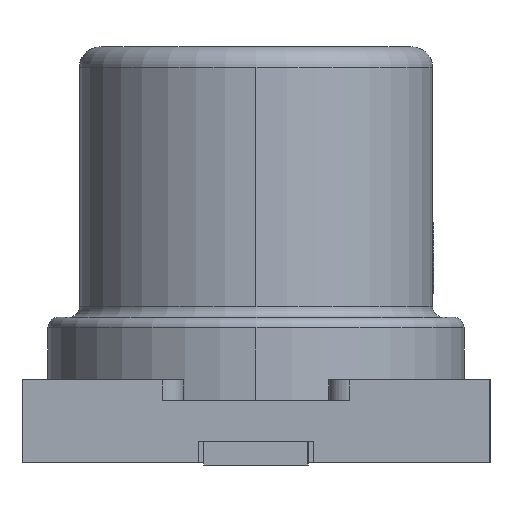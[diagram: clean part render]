
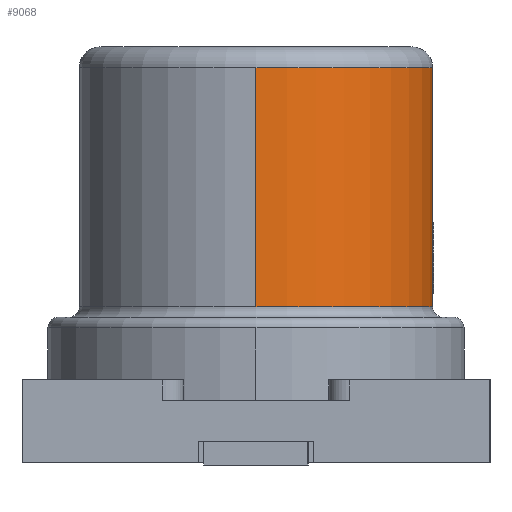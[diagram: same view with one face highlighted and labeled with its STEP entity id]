
A CAD part, left-side view. The second image highlights one B-rep face of the part: STEP entity #9068.
In plain terms, the highlighted cylindrical face has radius 1.7 mm (diameter 3.4 mm), a partial arc.
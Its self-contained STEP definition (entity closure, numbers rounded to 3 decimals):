
#434 = VERTEX_POINT ( 'NONE', #4322 ) ;
#502 = ORIENTED_EDGE ( 'NONE', *, *, #14273, .T. ) ;
#534 = EDGE_CURVE ( 'NONE', #434, #2393, #8870, .T. ) ;
#2393 = VERTEX_POINT ( 'NONE', #11671 ) ;
#2395 = DIRECTION ( 'NONE',  ( -1., 0., 0. ) ) ;
#2831 = CARTESIAN_POINT ( 'NONE',  ( -4.65, 0., 17.902 ) ) ;
#3035 = FACE_OUTER_BOUND ( 'NONE', #11058, .T. ) ;
#3099 = VERTEX_POINT ( 'NONE', #7453 ) ;
#3390 = CARTESIAN_POINT ( 'NONE',  ( -2.95, 0., 3.8 ) ) ;
#3782 = CIRCLE ( 'NONE', #12563, 1.7 ) ;
#3881 = CARTESIAN_POINT ( 'NONE',  ( -2.95, -1.7, 3.8 ) ) ;
#3899 = DIRECTION ( 'NONE',  ( 1., 0., 0. ) ) ;
#4067 = DIRECTION ( 'NONE',  ( 0., 0., -1. ) ) ;
#4322 = CARTESIAN_POINT ( 'NONE',  ( -4.65, 0., 1.5 ) ) ;
#4338 = DIRECTION ( 'NONE',  ( 0., 0., -1. ) ) ;
#5252 = VECTOR ( 'NONE', #4067, 1000. ) ;
#6151 = DIRECTION ( 'NONE',  ( 0., 0., 1. ) ) ;
#6728 = VERTEX_POINT ( 'NONE', #3881 ) ;
#6769 = DIRECTION ( 'NONE',  ( 0., 0., -1. ) ) ;
#7054 = AXIS2_PLACEMENT_3D ( 'NONE', #13782, #6151, #3899 ) ;
#7088 = ORIENTED_EDGE ( 'NONE', *, *, #10441, .F. ) ;
#7390 = ORIENTED_EDGE ( 'NONE', *, *, #12485, .T. ) ;
#7453 = CARTESIAN_POINT ( 'NONE',  ( -4.65, 0., 3.8 ) ) ;
#8870 = CIRCLE ( 'NONE', #7054, 1.7 ) ;
#9059 = ORIENTED_EDGE ( 'NONE', *, *, #534, .T. ) ;
#9068 = ADVANCED_FACE ( 'NONE', ( #3035 ), #13088, .T. ) ;
#10441 = EDGE_CURVE ( 'NONE', #6728, #2393, #10934, .T. ) ;
#10893 = CARTESIAN_POINT ( 'NONE',  ( -2.95, 0., 17.902 ) ) ;
#10934 = LINE ( 'NONE', #12103, #12628 ) ;
#11058 = EDGE_LOOP ( 'NONE', ( #7390, #502, #9059, #7088 ) ) ;
#11671 = CARTESIAN_POINT ( 'NONE',  ( -2.95, -1.7, 1.5 ) ) ;
#12103 = CARTESIAN_POINT ( 'NONE',  ( -2.95, -1.7, 17.902 ) ) ;
#12485 = EDGE_CURVE ( 'NONE', #6728, #3099, #3782, .T. ) ;
#12563 = AXIS2_PLACEMENT_3D ( 'NONE', #3390, #4338, #13148 ) ;
#12628 = VECTOR ( 'NONE', #6769, 1000. ) ;
#12881 = LINE ( 'NONE', #2831, #5252 ) ;
#13088 = CYLINDRICAL_SURFACE ( 'NONE', #14192, 1.7 ) ;
#13148 = DIRECTION ( 'NONE',  ( 1., 0., 0. ) ) ;
#13504 = DIRECTION ( 'NONE',  ( 0., 0., -1. ) ) ;
#13782 = CARTESIAN_POINT ( 'NONE',  ( -2.95, 0., 1.5 ) ) ;
#14192 = AXIS2_PLACEMENT_3D ( 'NONE', #10893, #13504, #2395 ) ;
#14273 = EDGE_CURVE ( 'NONE', #3099, #434, #12881, .T. ) ;
